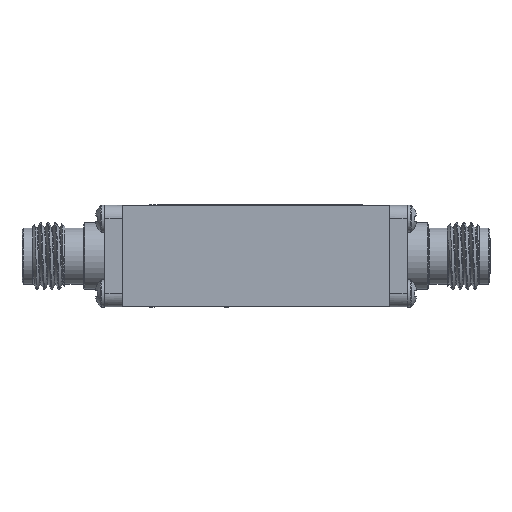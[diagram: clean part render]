
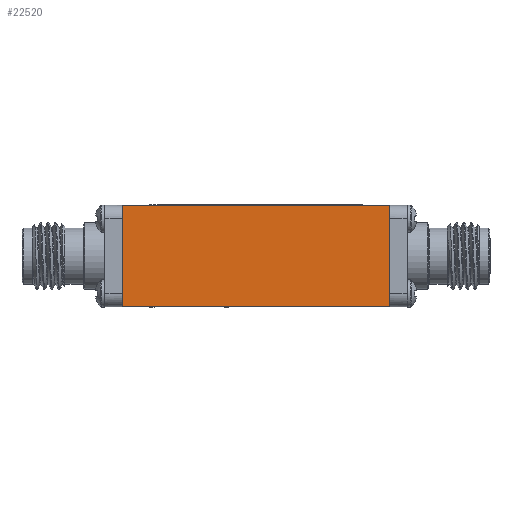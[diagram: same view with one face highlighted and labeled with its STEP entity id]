
A CAD part, front view. The second image highlights one B-rep face of the part: STEP entity #22520.
In plain terms, the highlighted planar face has unit normal (0, -1, 0).
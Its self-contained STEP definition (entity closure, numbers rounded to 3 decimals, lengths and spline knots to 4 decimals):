
#114 = PLANE ( 'NONE',  #1913 ) ;
#139 = VERTEX_POINT ( 'NONE', #14588 ) ;
#1913 = AXIS2_PLACEMENT_3D ( 'NONE', #52355, #28501, #3966 ) ;
#3142 = CARTESIAN_POINT ( 'NONE',  ( -0.5, -0.25, -0.19 ) ) ;
#3966 = DIRECTION ( 'NONE',  ( 0., 0., 1. ) ) ;
#4074 = LINE ( 'NONE', #18241, #24291 ) ;
#4099 = EDGE_CURVE ( 'NONE', #5892, #139, #4074, .T. ) ;
#5892 = VERTEX_POINT ( 'NONE', #3142 ) ;
#6572 = DIRECTION ( 'NONE',  ( 1., 0., 0. ) ) ;
#9107 = ORIENTED_EDGE ( 'NONE', *, *, #29025, .F. ) ;
#10121 = CARTESIAN_POINT ( 'NONE',  ( -0.5, -0.25, 0.19 ) ) ;
#11283 = VECTOR ( 'NONE', #6572, 39.3701 ) ;
#14588 = CARTESIAN_POINT ( 'NONE',  ( 0.5, -0.25, -0.19 ) ) ;
#14946 = VERTEX_POINT ( 'NONE', #27082 ) ;
#16321 = ORIENTED_EDGE ( 'NONE', *, *, #29627, .F. ) ;
#18241 = CARTESIAN_POINT ( 'NONE',  ( -0.5, -0.25, -0.19 ) ) ;
#18383 = VECTOR ( 'NONE', #50283, 39.3701 ) ;
#19628 = LINE ( 'NONE', #21507, #18383 ) ;
#21507 = CARTESIAN_POINT ( 'NONE',  ( -0.5, -0.25, 0.19 ) ) ;
#22520 = ADVANCED_FACE ( 'NONE', ( #35612 ), #114, .F. ) ;
#24020 = EDGE_LOOP ( 'NONE', ( #27202, #16321, #9107, #48367 ) ) ;
#24291 = VECTOR ( 'NONE', #30426, 39.3701 ) ;
#27082 = CARTESIAN_POINT ( 'NONE',  ( 0.5, -0.25, 0.19 ) ) ;
#27202 = ORIENTED_EDGE ( 'NONE', *, *, #4099, .T. ) ;
#28501 = DIRECTION ( 'NONE',  ( 0., 1., 0. ) ) ;
#29025 = EDGE_CURVE ( 'NONE', #30266, #14946, #42301, .T. ) ;
#29627 = EDGE_CURVE ( 'NONE', #14946, #139, #39705, .T. ) ;
#30266 = VERTEX_POINT ( 'NONE', #35918 ) ;
#30426 = DIRECTION ( 'NONE',  ( 1., 0., 0. ) ) ;
#35612 = FACE_OUTER_BOUND ( 'NONE', #24020, .T. ) ;
#35918 = CARTESIAN_POINT ( 'NONE',  ( -0.5, -0.25, 0.19 ) ) ;
#37918 = EDGE_CURVE ( 'NONE', #30266, #5892, #19628, .T. ) ;
#39183 = CARTESIAN_POINT ( 'NONE',  ( 0.5, -0.25, 0.19 ) ) ;
#39705 = LINE ( 'NONE', #39183, #49149 ) ;
#42301 = LINE ( 'NONE', #10121, #11283 ) ;
#43246 = DIRECTION ( 'NONE',  ( 0., 0., -1. ) ) ;
#48367 = ORIENTED_EDGE ( 'NONE', *, *, #37918, .T. ) ;
#49149 = VECTOR ( 'NONE', #43246, 39.3701 ) ;
#50283 = DIRECTION ( 'NONE',  ( 0., 0., -1. ) ) ;
#52355 = CARTESIAN_POINT ( 'NONE',  ( -0.5, -0.25, 0.19 ) ) ;
